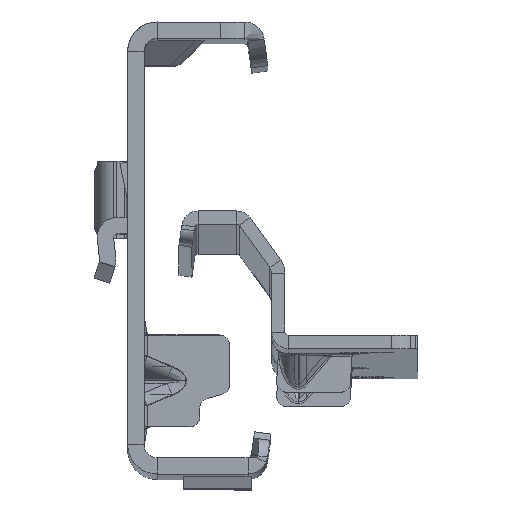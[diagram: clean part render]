
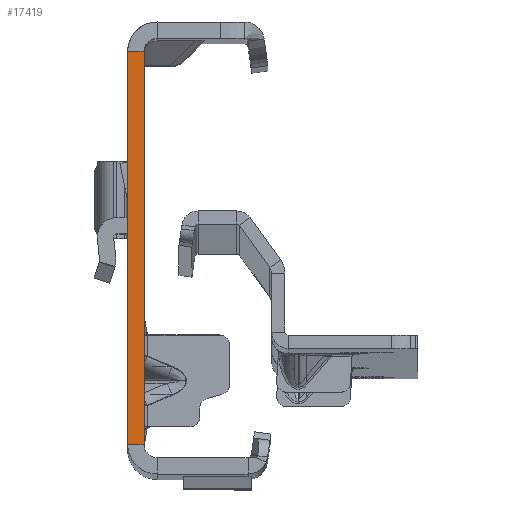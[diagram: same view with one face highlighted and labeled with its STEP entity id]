
A CAD part, top view. The second image highlights one B-rep face of the part: STEP entity #17419.
In plain terms, the highlighted planar face has unit normal (0, 0, 1).
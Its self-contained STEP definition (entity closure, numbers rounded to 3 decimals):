
#534 = ORIENTED_EDGE ( 'NONE', *, *, #1328, .T. ) ;
#745 = EDGE_CURVE ( 'NONE', #3667, #11644, #11487, .T. ) ;
#1142 = DIRECTION ( 'NONE',  ( -1., 0., 0. ) ) ;
#1328 = EDGE_CURVE ( 'NONE', #4673, #10360, #5332, .T. ) ;
#1850 = VECTOR ( 'NONE', #16088, 1000. ) ;
#3066 = PLANE ( 'NONE',  #13820 ) ;
#3667 = VERTEX_POINT ( 'NONE', #14181 ) ;
#4040 = VECTOR ( 'NONE', #5543, 1000. ) ;
#4673 = VERTEX_POINT ( 'NONE', #9898 ) ;
#5332 = LINE ( 'NONE', #13555, #9692 ) ;
#5487 = CARTESIAN_POINT ( 'NONE',  ( 0., -30., 0. ) ) ;
#5543 = DIRECTION ( 'NONE',  ( 0., -1., 0. ) ) ;
#6040 = ORIENTED_EDGE ( 'NONE', *, *, #745, .F. ) ;
#6961 = ORIENTED_EDGE ( 'NONE', *, *, #11363, .F. ) ;
#7332 = FACE_OUTER_BOUND ( 'NONE', #17681, .T. ) ;
#7368 = DIRECTION ( 'NONE',  ( -1., 0., 0. ) ) ;
#7509 = DIRECTION ( 'NONE',  ( 1., 0., 0. ) ) ;
#7603 = LINE ( 'NONE', #13183, #1850 ) ;
#8462 = CARTESIAN_POINT ( 'NONE',  ( 0., -32., 0. ) ) ;
#9391 = ORIENTED_EDGE ( 'NONE', *, *, #15642, .T. ) ;
#9692 = VECTOR ( 'NONE', #1142, 1000. ) ;
#9898 = CARTESIAN_POINT ( 'NONE',  ( 0., 30., 0. ) ) ;
#10360 = VERTEX_POINT ( 'NONE', #10443 ) ;
#10443 = CARTESIAN_POINT ( 'NONE',  ( -2.5, 30., 0. ) ) ;
#10929 = LINE ( 'NONE', #8462, #4040 ) ;
#11363 = EDGE_CURVE ( 'NONE', #4673, #3667, #10929, .T. ) ;
#11487 = LINE ( 'NONE', #5487, #12301 ) ;
#11644 = VERTEX_POINT ( 'NONE', #17288 ) ;
#12301 = VECTOR ( 'NONE', #7368, 1000. ) ;
#13000 = CARTESIAN_POINT ( 'NONE',  ( -2.5, -32., 0. ) ) ;
#13183 = CARTESIAN_POINT ( 'NONE',  ( -2.5, -32., 0. ) ) ;
#13555 = CARTESIAN_POINT ( 'NONE',  ( 0., 30., 0. ) ) ;
#13820 = AXIS2_PLACEMENT_3D ( 'NONE', #13000, #14362, #7509 ) ;
#14181 = CARTESIAN_POINT ( 'NONE',  ( 0., -30., 0. ) ) ;
#14362 = DIRECTION ( 'NONE',  ( 0., 0., 1. ) ) ;
#15642 = EDGE_CURVE ( 'NONE', #10360, #11644, #7603, .T. ) ;
#16088 = DIRECTION ( 'NONE',  ( 0., -1., 0. ) ) ;
#17288 = CARTESIAN_POINT ( 'NONE',  ( -2.5, -30., 0. ) ) ;
#17419 = ADVANCED_FACE ( 'NONE', ( #7332 ), #3066, .T. ) ;
#17681 = EDGE_LOOP ( 'NONE', ( #6961, #534, #9391, #6040 ) ) ;
